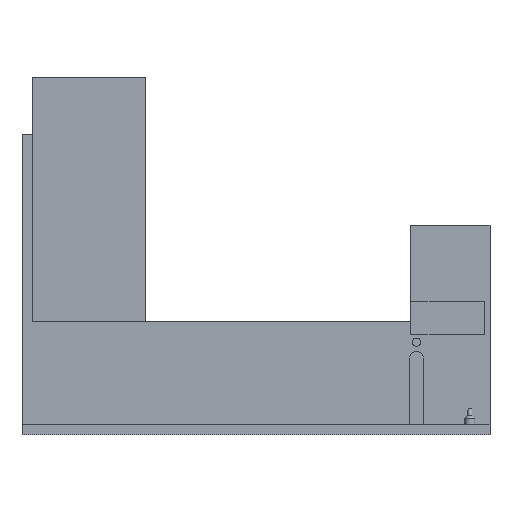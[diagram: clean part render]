
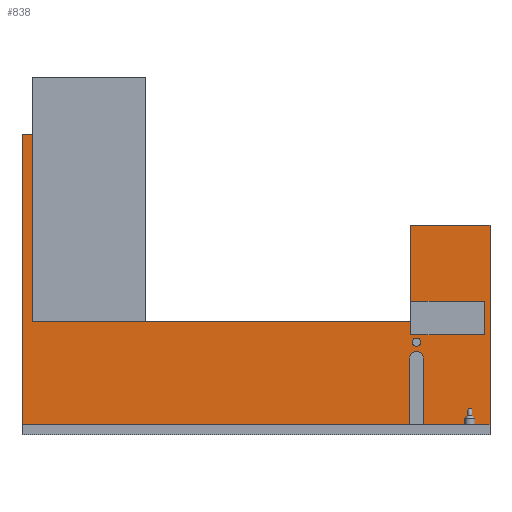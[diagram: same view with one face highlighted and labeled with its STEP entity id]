
A CAD part, front view. The second image highlights one B-rep face of the part: STEP entity #838.
In plain terms, the highlighted planar face has unit normal (0, -1, 0).
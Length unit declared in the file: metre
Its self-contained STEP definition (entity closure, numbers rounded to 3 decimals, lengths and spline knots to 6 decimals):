
#28=CIRCLE('',#912,0.00254);
#29=CIRCLE('',#913,0.001588);
#49=ORIENTED_EDGE('',*,*,#283,.F.);
#50=ORIENTED_EDGE('',*,*,#284,.T.);
#51=ORIENTED_EDGE('',*,*,#285,.T.);
#52=ORIENTED_EDGE('',*,*,#286,.F.);
#53=ORIENTED_EDGE('',*,*,#287,.T.);
#54=ORIENTED_EDGE('',*,*,#274,.T.);
#55=ORIENTED_EDGE('',*,*,#288,.T.);
#56=ORIENTED_EDGE('',*,*,#289,.T.);
#57=ORIENTED_EDGE('',*,*,#290,.F.);
#58=ORIENTED_EDGE('',*,*,#291,.F.);
#59=ORIENTED_EDGE('',*,*,#292,.T.);
#60=ORIENTED_EDGE('',*,*,#293,.F.);
#61=ORIENTED_EDGE('',*,*,#294,.T.);
#62=ORIENTED_EDGE('',*,*,#295,.F.);
#63=ORIENTED_EDGE('',*,*,#296,.T.);
#64=ORIENTED_EDGE('',*,*,#297,.F.);
#65=ORIENTED_EDGE('',*,*,#298,.F.);
#66=ORIENTED_EDGE('',*,*,#299,.T.);
#67=ORIENTED_EDGE('',*,*,#300,.F.);
#274=EDGE_CURVE('',#387,#391,#471,.T.);
#283=EDGE_CURVE('',#400,#401,#480,.T.);
#284=EDGE_CURVE('',#400,#402,#481,.T.);
#285=EDGE_CURVE('',#402,#403,#482,.T.);
#286=EDGE_CURVE('',#404,#403,#483,.T.);
#287=EDGE_CURVE('',#404,#387,#484,.T.);
#288=EDGE_CURVE('',#391,#405,#485,.T.);
#289=EDGE_CURVE('',#405,#406,#486,.T.);
#290=EDGE_CURVE('',#407,#406,#487,.T.);
#291=EDGE_CURVE('',#408,#407,#488,.T.);
#292=EDGE_CURVE('',#408,#409,#489,.T.);
#293=EDGE_CURVE('',#410,#409,#490,.T.);
#294=EDGE_CURVE('',#410,#411,#491,.T.);
#295=EDGE_CURVE('',#412,#411,#28,.T.);
#296=EDGE_CURVE('',#412,#413,#492,.T.);
#297=EDGE_CURVE('',#414,#413,#493,.T.);
#298=EDGE_CURVE('',#415,#414,#494,.T.);
#299=EDGE_CURVE('',#415,#401,#495,.T.);
#300=EDGE_CURVE('',#416,#416,#29,.F.);
#387=VERTEX_POINT('',#1192);
#391=VERTEX_POINT('',#1200);
#400=VERTEX_POINT('',#1221);
#401=VERTEX_POINT('',#1222);
#402=VERTEX_POINT('',#1224);
#403=VERTEX_POINT('',#1226);
#404=VERTEX_POINT('',#1228);
#405=VERTEX_POINT('',#1231);
#406=VERTEX_POINT('',#1233);
#407=VERTEX_POINT('',#1235);
#408=VERTEX_POINT('',#1237);
#409=VERTEX_POINT('',#1239);
#410=VERTEX_POINT('',#1241);
#411=VERTEX_POINT('',#1243);
#412=VERTEX_POINT('',#1245);
#413=VERTEX_POINT('',#1247);
#414=VERTEX_POINT('',#1249);
#415=VERTEX_POINT('',#1251);
#416=VERTEX_POINT('',#1254);
#471=LINE('',#1201,#580);
#480=LINE('',#1220,#589);
#481=LINE('',#1223,#590);
#482=LINE('',#1225,#591);
#483=LINE('',#1227,#592);
#484=LINE('',#1229,#593);
#485=LINE('',#1230,#594);
#486=LINE('',#1232,#595);
#487=LINE('',#1234,#596);
#488=LINE('',#1236,#597);
#489=LINE('',#1238,#598);
#490=LINE('',#1240,#599);
#491=LINE('',#1242,#600);
#492=LINE('',#1246,#601);
#493=LINE('',#1248,#602);
#494=LINE('',#1250,#603);
#495=LINE('',#1252,#604);
#580=VECTOR('',#974,1.);
#589=VECTOR('',#987,1.);
#590=VECTOR('',#988,1.);
#591=VECTOR('',#989,1.);
#592=VECTOR('',#990,1.);
#593=VECTOR('',#991,1.);
#594=VECTOR('',#992,1.);
#595=VECTOR('',#993,1.);
#596=VECTOR('',#994,1.);
#597=VECTOR('',#995,1.);
#598=VECTOR('',#996,1.);
#599=VECTOR('',#997,1.);
#600=VECTOR('',#998,1.);
#601=VECTOR('',#1001,1.);
#602=VECTOR('',#1002,1.);
#603=VECTOR('',#1003,1.);
#604=VECTOR('',#1004,1.);
#686=EDGE_LOOP('',(#49,#50,#51,#52,#53,#54,#55,#56,#57,#58,#59,#60,#61,
#62,#63,#64,#65,#66));
#687=EDGE_LOOP('',(#67));
#741=FACE_BOUND('',#686,.T.);
#742=FACE_BOUND('',#687,.T.);
#796=PLANE('',#911);
#838=ADVANCED_FACE('',(#741,#742),#796,.F.);
#911=AXIS2_PLACEMENT_3D('',#1219,#985,#986);
#912=AXIS2_PLACEMENT_3D('',#1244,#999,#1000);
#913=AXIS2_PLACEMENT_3D('',#1253,#1005,#1006);
#974=DIRECTION('',(-1.,0.,0.));
#985=DIRECTION('',(0.,1.,0.));
#986=DIRECTION('',(0.,0.,1.));
#987=DIRECTION('',(0.,0.,1.));
#988=DIRECTION('',(1.,0.,0.));
#989=DIRECTION('',(0.,0.,-1.));
#990=DIRECTION('',(1.,0.,0.));
#991=DIRECTION('',(0.,0.,-1.));
#992=DIRECTION('',(0.,0.,1.));
#993=DIRECTION('',(-1.,0.,0.));
#994=DIRECTION('',(0.,0.,-1.));
#995=DIRECTION('',(1.,0.,0.));
#996=DIRECTION('',(0.,0.,-1.));
#997=DIRECTION('',(-1.,0.,0.));
#998=DIRECTION('',(0.,0.,1.));
#999=DIRECTION('',(0.,-1.,0.));
#1000=DIRECTION('',(0.,0.,-1.));
#1001=DIRECTION('',(0.,0.,-1.));
#1002=DIRECTION('',(-1.,0.,0.));
#1003=DIRECTION('',(0.,0.,-1.));
#1004=DIRECTION('',(-1.,0.,0.));
#1005=DIRECTION('',(0.,1.,0.));
#1006=DIRECTION('',(0.,0.,1.));
#1192=CARTESIAN_POINT('',(0.060106,0.01397,0.0381));
#1200=CARTESIAN_POINT('',(0.058836,0.01397,0.0381));
#1201=CARTESIAN_POINT('',(0.072806,0.01397,0.0381));
#1219=CARTESIAN_POINT('',(0.,0.01397,0.1143));
#1220=CARTESIAN_POINT('',(0.058836,0.01397,0.061457));
#1221=CARTESIAN_POINT('',(0.058836,0.01397,0.0508));
#1222=CARTESIAN_POINT('',(0.058836,0.01397,0.079734));
#1223=CARTESIAN_POINT('',(0.072806,0.01397,0.0508));
#1224=CARTESIAN_POINT('',(0.086776,0.01397,0.0508));
#1225=CARTESIAN_POINT('',(0.086776,0.01397,0.04445));
#1226=CARTESIAN_POINT('',(0.086776,0.01397,0.04953));
#1227=CARTESIAN_POINT('',(0.060106,0.01397,0.04953));
#1228=CARTESIAN_POINT('',(0.060106,0.01397,0.04953));
#1229=CARTESIAN_POINT('',(0.060106,0.01397,0.04445));
#1230=CARTESIAN_POINT('',(0.058836,0.01397,0.061457));
#1231=CARTESIAN_POINT('',(0.058836,0.01397,0.04318));
#1232=CARTESIAN_POINT('',(0.008463,0.01397,0.04318));
#1233=CARTESIAN_POINT('',(-0.04191,0.01397,0.04318));
#1234=CARTESIAN_POINT('',(-0.04191,0.01397,0.07874));
#1235=CARTESIAN_POINT('',(-0.04191,0.01397,0.1143));
#1236=CARTESIAN_POINT('',(0.,0.01397,0.1143));
#1237=CARTESIAN_POINT('',(-0.0889,0.01397,0.1143));
#1238=CARTESIAN_POINT('',(-0.0889,0.01397,0.1143));
#1239=CARTESIAN_POINT('',(-0.0889,0.01397,0.00381));
#1240=CARTESIAN_POINT('',(0.,0.01397,0.00381));
#1241=CARTESIAN_POINT('',(0.05842,0.01397,0.00381));
#1242=CARTESIAN_POINT('',(0.05842,0.01397,0.01651));
#1243=CARTESIAN_POINT('',(0.05842,0.01397,0.02921));
#1244=CARTESIAN_POINT('',(0.06096,0.01397,0.02921));
#1245=CARTESIAN_POINT('',(0.0635,0.01397,0.02921));
#1246=CARTESIAN_POINT('',(0.0635,0.01397,0.01651));
#1247=CARTESIAN_POINT('',(0.0635,0.01397,0.00381));
#1248=CARTESIAN_POINT('',(0.,0.01397,0.00381));
#1249=CARTESIAN_POINT('',(0.0889,0.01397,0.00381));
#1250=CARTESIAN_POINT('',(0.0889,0.01397,0.1143));
#1251=CARTESIAN_POINT('',(0.0889,0.01397,0.079734));
#1252=CARTESIAN_POINT('',(0.073868,0.01397,0.079734));
#1253=CARTESIAN_POINT('',(0.06096,0.01397,0.035243));
#1254=CARTESIAN_POINT('',(0.06096,0.01397,0.03683));
